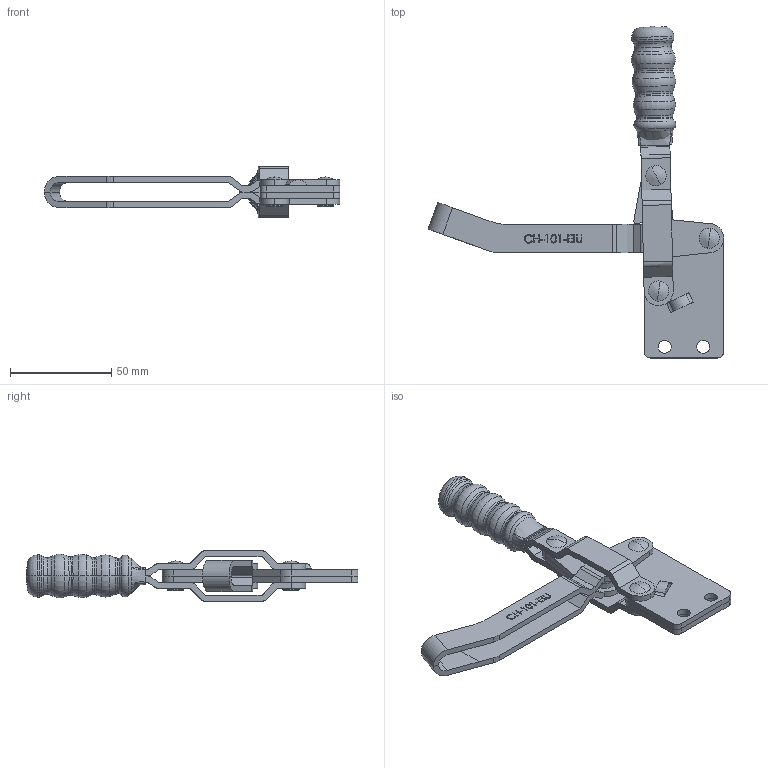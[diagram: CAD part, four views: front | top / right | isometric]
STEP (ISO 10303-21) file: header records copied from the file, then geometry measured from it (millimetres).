
FILE_DESCRIPTION (( 'STEP AP203' ), '1' );
FILE_NAME ('CH-101-EIU.STEP', '2010-06-04T05:54:43', ( '微软用户' ), ( '微软中国' ), 'SwSTEP 2.0', 'SolidWorks 2008', '' );
FILE_SCHEMA (( 'CONFIG_CONTROL_DESIGN' ));
Length unit declared in the file: millimetre
Products named in the file (7): CH-101-EIU-02 CURVE UP U-BAR_默认; CH-101-EIU; CH-101-D-05_默认; CH-101-EI-01 STRAIGHT BASE_默认; CH-101-D-03 STRAIGHT HANDLE_默认; CH-101-D-06_默认; CH-101-D-04 CONNECTING-PLATE_默认
Assembly tree (10 placements, depth 2):
  CH-101-EIU
    CH-101-D-05_默认  x4
    CH-101-D-04 CONNECTING-PLATE_默认  x2
    CH-101-EI-01 STRAIGHT BASE_默认
    CH-101-D-06_默认
    CH-101-EIU-02 CURVE UP U-BAR_默认
    CH-101-D-03 STRAIGHT HANDLE_默认
Bounding box: 146.13 x 164.12 x 25 mm (x, y, z)
Volume: 54045.8 mm3; surface area: 41221 mm2
Topology: 13 solids, 13 shells, 646 faces, 1699 edges, 1094 vertices
Faces by surface type: plane 267, bspline 173, cylinder 126, torus 52, cone 28
Entity records: 25537 total; most frequent: CARTESIAN_POINT 11004, ORIENTED_EDGE 3096, DIRECTION 2372, EDGE_CURVE 1548, VERTEX_POINT 1014, VECTOR 916, LINE 916, AXIS2_PLACEMENT_3D 728
